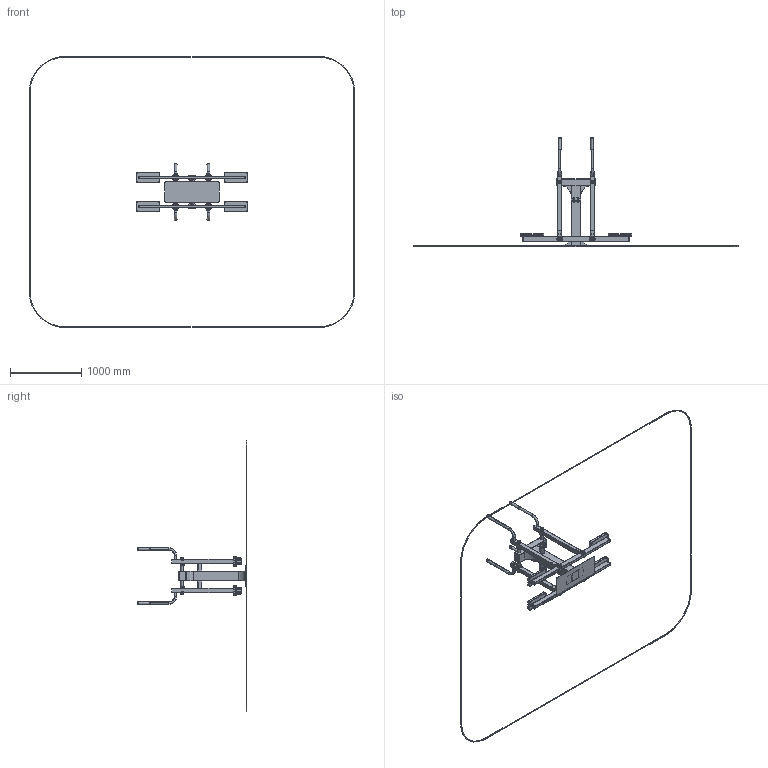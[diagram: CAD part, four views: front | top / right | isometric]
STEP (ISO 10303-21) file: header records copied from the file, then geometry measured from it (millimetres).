
FILE_DESCRIPTION(('STEP AP214'), '1');
FILE_NAME('óëè÷íûé òðåíàæåð_Äâîéíûå ëûæè', '', ('UNSPECIFIED'), ('UNSPECIFIED'), 'C3D Converter', 'C3D Toolkit', '');
FILE_SCHEMA(('AUTOMOTIVE_DESIGN { 1 0 10303 214 3 1 1}'));
Length unit declared in the file: millimetre
Products named in the file (44): УТ-07.00.00.00; УТ-07.02.00.00; УТ-07.02.01.00-9011; УТ-10.00.02.04; УТ-07.02.01.05; УТ-07.02.01.02; УТ-07.02.01.04; УТ-07.02.01.06; УТ-07.02.01.03; УТ-07.02.01.01; УТ-07.02.01.08; УТ-07.02.01.09; УТ-07.02.01.10; УТ-07.03.00.00; УТ-07.03.01.00-3020; УТ-07.03.01.01; УТ-07.03.01.02; УТ-07.03.01.03; УТ-07.03.01.04; УТ-07.03.02.00-3020; УТ-07.03.02.01; УТ-07.01.00.00; УТ-07.01.01.00-3020; УТ-07.01.01.01; УТ-07.01.01.02; ФК-03.03; УТ-07.1.14.02.00.01
Assembly tree (94 placements, depth 5):
  УТ-07.00.00.00
    УТ-07.02.00.00
      УТ-07.02.01.00-9011
        УТ-10.00.02.04
        УТ-07.02.01.05
        УТ-07.02.01.02  x8
        УТ-07.02.01.04  x4
        УТ-07.02.01.06
        УТ-07.02.01.03  x2
        УТ-07.02.01.01  x2
        УТ-07.02.01.08  x4
        УТ-07.02.01.09  x2
        УТ-07.02.01.10  x2
      (unnamed)  x4
    УТ-07.03.00.00  x4
      УТ-07.03.01.00-3020
        УТ-07.03.01.01
        УТ-07.03.01.02
        УТ-07.03.01.03
        УТ-07.03.01.04  x2
      (unnamed)
      (unnamed)
        УТ-07.03.02.00-3020
          УТ-07.03.02.01
          (unnamed)
    УТ-07.01.00.00  x2
      УТ-07.01.01.00-3020
        УТ-07.01.01.01
        УТ-07.01.01.02  x2
        (unnamed)  x2
      (unnamed)
      (unnamed)
    (unnamed)  x4
    (unnamed)
      (unnamed)
        ФК-03.03  x6
        (unnamed)  x2
        (unnamed)  x3
      (unnamed)  x5
        (unnamed)
        (unnamed)
        (unnamed)
      (unnamed)
        (unnamed)
        (unnamed)
        (unnamed)
    УТ-07.1.14.02.00.01  x4
Bounding box: 4560 x 1537 x 3797.57 mm (x, y, z)
Volume: 18187764.6 mm3; surface area: 8209678.3 mm2
Topology: 98 solids, 98 shells, 1418 faces, 3018 edges, 1872 vertices
Faces by surface type: plane 642, cylinder 524, torus 148, cone 80, bspline 24
Full cylindrical faces by diameter (mm): 5 x4, 6.647 x4, 8 x4, 10 x4, 12 x4, 14 x4, 18 x4, 24 x4, 28 x8, 28.4 x8, 29 x4, 30 x12, 32 x8, 34 x16, 36 x12, 37 x4, 40 x6, 43 x8, 48 x8, 55 x12, 58 x8, 58.5 x8, 60 x4, 64 x8, 65 x4
Entity records: 16981 total; most frequent: CARTESIAN_POINT 3233, DIRECTION 2103, ORIENTED_EDGE 1602, AXIS2_PLACEMENT_3D 824, EDGE_CURVE 801, VERTEX_POINT 558, EDGE_LOOP 533, LINE 455
